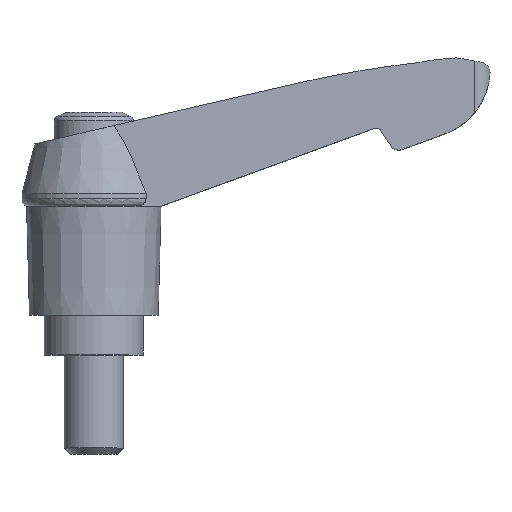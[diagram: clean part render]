
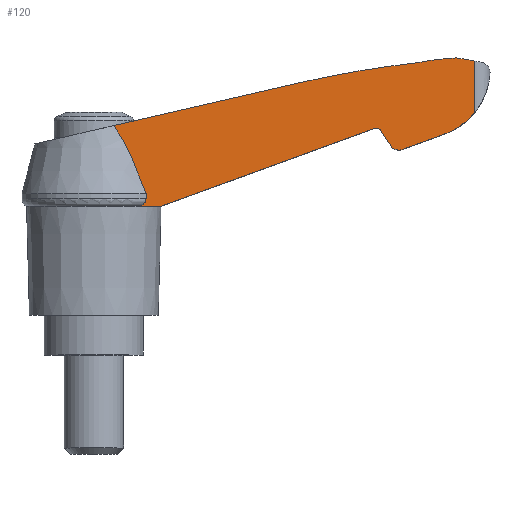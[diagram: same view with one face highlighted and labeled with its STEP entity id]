
A CAD part, top view. The second image highlights one B-rep face of the part: STEP entity #120.
In plain terms, the highlighted planar face has unit normal (0.035, 0, 0.999).
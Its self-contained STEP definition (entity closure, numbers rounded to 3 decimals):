
#120 = ADVANCED_FACE( '', ( #312 ), #313, .F. );
#312 = FACE_OUTER_BOUND( '', #583, .T. );
#313 = PLANE( '', #584 );
#583 = EDGE_LOOP( '', ( #874, #875, #876, #877, #878, #879, #880, #881, #882, #883, #884, #885, #886, #887, #888 ) );
#584 = AXIS2_PLACEMENT_3D( '', #889, #890, #891 );
#874 = ORIENTED_EDGE( '', *, *, #1622, .F. );
#875 = ORIENTED_EDGE( '', *, *, #1623, .T. );
#876 = ORIENTED_EDGE( '', *, *, #1595, .F. );
#877 = ORIENTED_EDGE( '', *, *, #1624, .F. );
#878 = ORIENTED_EDGE( '', *, *, #1625, .T. );
#879 = ORIENTED_EDGE( '', *, *, #1626, .F. );
#880 = ORIENTED_EDGE( '', *, *, #1627, .F. );
#881 = ORIENTED_EDGE( '', *, *, #1628, .F. );
#882 = ORIENTED_EDGE( '', *, *, #1629, .F. );
#883 = ORIENTED_EDGE( '', *, *, #1630, .F. );
#884 = ORIENTED_EDGE( '', *, *, #1631, .F. );
#885 = ORIENTED_EDGE( '', *, *, #1632, .F. );
#886 = ORIENTED_EDGE( '', *, *, #1633, .F. );
#887 = ORIENTED_EDGE( '', *, *, #1634, .F. );
#888 = ORIENTED_EDGE( '', *, *, #1635, .F. );
#889 = CARTESIAN_POINT( '', ( 0., 35., 5.157 ) );
#890 = DIRECTION( '', ( -0.035, 0., -0.999 ) );
#891 = DIRECTION( '', ( -0.999, 0., 0.035 ) );
#1595 = EDGE_CURVE( '', #1894, #1895, #1896, .T. );
#1622 = EDGE_CURVE( '', #1942, #1943, #1944, .T. );
#1623 = EDGE_CURVE( '', #1942, #1895, #1945, .T. );
#1624 = EDGE_CURVE( '', #1946, #1894, #1947, .T. );
#1625 = EDGE_CURVE( '', #1946, #1948, #1949, .T. );
#1626 = EDGE_CURVE( '', #1950, #1948, #1951, .T. );
#1627 = EDGE_CURVE( '', #1952, #1950, #1953, .T. );
#1628 = EDGE_CURVE( '', #1954, #1952, #1955, .T. );
#1629 = EDGE_CURVE( '', #1956, #1954, #1957, .T. );
#1630 = EDGE_CURVE( '', #1958, #1956, #1959, .T. );
#1631 = EDGE_CURVE( '', #1960, #1958, #1961, .T. );
#1632 = EDGE_CURVE( '', #1962, #1960, #1963, .T. );
#1633 = EDGE_CURVE( '', #1964, #1962, #1965, .T. );
#1634 = EDGE_CURVE( '', #1966, #1964, #1967, .T. );
#1635 = EDGE_CURVE( '', #1943, #1966, #1968, .T. );
#1894 = VERTEX_POINT( '', #2338 );
#1895 = VERTEX_POINT( '', #2339 );
#1896 = LINE( '', #2340, #2341 );
#1942 = VERTEX_POINT( '', #2404 );
#1943 = VERTEX_POINT( '', #2405 );
#1944 = LINE( '', #2406, #2407 );
#1945 = B_SPLINE_CURVE_WITH_KNOTS( '', 3, ( #2408, #2409, #2410, #2411, #2412, #2413 ), .UNSPECIFIED., .F., .F., ( 4, 2, 4 ), ( 0., 0.001, 0.001 ), .UNSPECIFIED. );
#1946 = VERTEX_POINT( '', #2414 );
#1947 = LINE( '', #2415, #2416 );
#1948 = VERTEX_POINT( '', #2417 );
#1949 = ELLIPSE( '', #2418, 0.5, 0.5 );
#1950 = VERTEX_POINT( '', #2419 );
#1951 = LINE( '', #2420, #2421 );
#1952 = VERTEX_POINT( '', #2422 );
#1953 = ELLIPSE( '', #2423, 1.001, 1. );
#1954 = VERTEX_POINT( '', #2424 );
#1955 = LINE( '', #2425, #2426 );
#1956 = VERTEX_POINT( '', #2427 );
#1957 = ELLIPSE( '', #2428, 7.004, 7. );
#1958 = VERTEX_POINT( '', #2429 );
#1959 = LINE( '', #2430, #2431 );
#1960 = VERTEX_POINT( '', #2432 );
#1961 = ELLIPSE( '', #2433, 31.019, 31. );
#1962 = VERTEX_POINT( '', #2434 );
#1963 = ELLIPSE( '', #2435, 29.818, 29.8 );
#1964 = VERTEX_POINT( '', #2436 );
#1965 = ELLIPSE( '', #2437, 105.065, 105. );
#1966 = VERTEX_POINT( '', #2438 );
#1967 = LINE( '', #2439, #2440 );
#1968 = B_SPLINE_CURVE_WITH_KNOTS( '', 3, ( #2441, #2442, #2443, #2444, #2445, #2446, #2447, #2448, #2449, #2450 ), .UNSPECIFIED., .F., .F., ( 4, 2, 2, 2, 4 ), ( 0., 0.004, 0.006, 0.007, 0.008 ), .UNSPECIFIED. );
#2338 = CARTESIAN_POINT( '', ( 6.7, 15., 4.921 ) );
#2339 = CARTESIAN_POINT( '', ( 4.596, 15., 4.995 ) );
#2340 = CARTESIAN_POINT( '', ( -0.074, 15., 5.159 ) );
#2341 = VECTOR( '', #3054, 1000. );
#2404 = CARTESIAN_POINT( '', ( 5.277, 15.772, 4.971 ) );
#2405 = CARTESIAN_POINT( '', ( 5.277, 16.3, 4.971 ) );
#2406 = CARTESIAN_POINT( '', ( 5.277, 44.198, 4.971 ) );
#2407 = VECTOR( '', #3081, 1000. );
#2408 = CARTESIAN_POINT( '', ( 5.277, 15.772, 4.971 ) );
#2409 = CARTESIAN_POINT( '', ( 5.273, 15.588, 4.971 ) );
#2410 = CARTESIAN_POINT( '', ( 5.185, 15.415, 4.974 ) );
#2411 = CARTESIAN_POINT( '', ( 4.931, 15.154, 4.983 ) );
#2412 = CARTESIAN_POINT( '', ( 4.769, 15.062, 4.989 ) );
#2413 = CARTESIAN_POINT( '', ( 4.596, 15., 4.995 ) );
#2414 = CARTESIAN_POINT( '', ( 28.344, 22.878, 4.16 ) );
#2415 = CARTESIAN_POINT( '', ( 6.628, 14.974, 4.924 ) );
#2416 = VECTOR( '', #3082, 1000. );
#2417 = CARTESIAN_POINT( '', ( 28.929, 22.687, 4.139 ) );
#2418 = AXIS2_PLACEMENT_3D( '', #3083, #3084, #3085 );
#2419 = CARTESIAN_POINT( '', ( 29.977, 21.134, 4.102 ) );
#2420 = CARTESIAN_POINT( '', ( 28.895, 22.738, 4.141 ) );
#2421 = VECTOR( '', #3086, 1000. );
#2422 = CARTESIAN_POINT( '', ( 31.148, 20.754, 4.061 ) );
#2423 = AXIS2_PLACEMENT_3D( '', #3087, #3088, #3089 );
#2424 = CARTESIAN_POINT( '', ( 35.1, 22.192, 3.922 ) );
#2425 = CARTESIAN_POINT( '', ( 31.049, 20.718, 4.065 ) );
#2426 = VECTOR( '', #3090, 1000. );
#2427 = CARTESIAN_POINT( '', ( 38.456, 24.475, 3.804 ) );
#2428 = AXIS2_PLACEMENT_3D( '', #3091, #3092, #3093 );
#2429 = CARTESIAN_POINT( '', ( 38.456, 29.67, 3.804 ) );
#2430 = CARTESIAN_POINT( '', ( 38.456, 35., 3.804 ) );
#2431 = VECTOR( '', #3094, 1000. );
#2432 = CARTESIAN_POINT( '', ( 36.6, 30., 3.87 ) );
#2433 = AXIS2_PLACEMENT_3D( '', #3095, #3096, #3097 );
#2434 = CARTESIAN_POINT( '', ( 32.6, 29.5, 4.01 ) );
#2435 = AXIS2_PLACEMENT_3D( '', #3098, #3099, #3100 );
#2436 = CARTESIAN_POINT( '', ( 21., 27.532, 4.418 ) );
#2437 = AXIS2_PLACEMENT_3D( '', #3101, #3102, #3103 );
#2438 = CARTESIAN_POINT( '', ( 2.014, 23.149, 5.086 ) );
#2439 = CARTESIAN_POINT( '', ( 20.906, 27.511, 4.422 ) );
#2440 = VECTOR( '', #3104, 1000. );
#2441 = CARTESIAN_POINT( '', ( 5.277, 16.3, 4.971 ) );
#2442 = CARTESIAN_POINT( '', ( 4.838, 17.49, 4.987 ) );
#2443 = CARTESIAN_POINT( '', ( 4.376, 18.673, 5.003 ) );
#2444 = CARTESIAN_POINT( '', ( 3.6, 20.41, 5.03 ) );
#2445 = CARTESIAN_POINT( '', ( 3.327, 20.983, 5.04 ) );
#2446 = CARTESIAN_POINT( '', ( 2.876, 21.822, 5.056 ) );
#2447 = CARTESIAN_POINT( '', ( 2.72, 22.097, 5.061 ) );
#2448 = CARTESIAN_POINT( '', ( 2.385, 22.636, 5.073 ) );
#2449 = CARTESIAN_POINT( '', ( 2.207, 22.899, 5.079 ) );
#2450 = CARTESIAN_POINT( '', ( 2.014, 23.149, 5.086 ) );
#3054 = DIRECTION( '', ( -0.999, 0., 0.035 ) );
#3081 = DIRECTION( '', ( 0., 1., 0. ) );
#3082 = DIRECTION( '', ( -0.939, -0.342, 0.033 ) );
#3083 = CARTESIAN_POINT( '', ( 28.515, 22.408, 4.154 ) );
#3084 = DIRECTION( '', ( -0.035, 0., -0.999 ) );
#3085 = DIRECTION( '', ( 0.999, 0., -0.035 ) );
#3086 = DIRECTION( '', ( -0.559, 0.829, 0.02 ) );
#3087 = CARTESIAN_POINT( '', ( 30.806, 21.694, 4.073 ) );
#3088 = DIRECTION( '', ( -0.035, 0., -0.999 ) );
#3089 = DIRECTION( '', ( 0.999, 0., -0.035 ) );
#3090 = DIRECTION( '', ( -0.939, -0.342, 0.033 ) );
#3091 = CARTESIAN_POINT( '', ( 33.01, 28.873, 3.996 ) );
#3092 = DIRECTION( '', ( -0.035, 0., -0.999 ) );
#3093 = DIRECTION( '', ( 0.999, 0., -0.035 ) );
#3094 = DIRECTION( '', ( 0., -1., 0. ) );
#3095 = CARTESIAN_POINT( '', ( 32.097, -0.671, 4.028 ) );
#3096 = DIRECTION( '', ( -0.035, 0., -0.999 ) );
#3097 = DIRECTION( '', ( 0.999, 0., -0.035 ) );
#3098 = CARTESIAN_POINT( '', ( 38.288, 0.248, 3.81 ) );
#3099 = DIRECTION( '', ( -0.035, 0., -0.999 ) );
#3100 = DIRECTION( '', ( 0.999, 0., -0.035 ) );
#3101 = CARTESIAN_POINT( '', ( 44.332, -74.843, 3.598 ) );
#3102 = DIRECTION( '', ( -0.035, 0., -0.999 ) );
#3103 = DIRECTION( '', ( 0.999, 0., -0.035 ) );
#3104 = DIRECTION( '', ( 0.974, 0.225, -0.034 ) );
